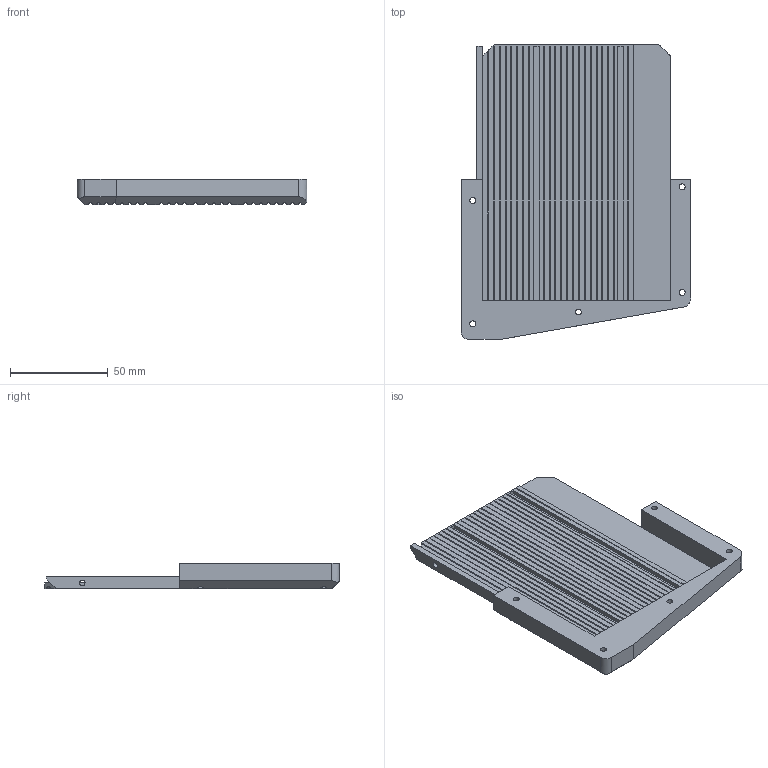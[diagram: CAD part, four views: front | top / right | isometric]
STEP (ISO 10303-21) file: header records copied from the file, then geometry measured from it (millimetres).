
FILE_DESCRIPTION(/* description */ (''),/* implementation_level */ '2;1');
FILE_NAME(/* name */ 'magleftside v2.step',/* time_stamp */ '2022-11-20T17:22:19-05:00',/* author */ (''),/* organization */ (''),/* preprocessor_version */ 'ST-DEVELOPER v19.2',/* originating_system */ 'Autodesk Translation Framework v11.17.0.187',/* authorisation */ '');
FILE_SCHEMA (('AUTOMOTIVE_DESIGN { 1 0 10303 214 3 1 1 }'));
Length unit declared in the file: millimetre
Products named in the file (1): magleftside
Bounding box: 117.5 x 150.7 x 13 mm (x, y, z)
Volume: 63033.3 mm3; surface area: 45349.9 mm2
Topology: 1 solids, 1 shells, 224 faces, 591 edges, 391 vertices
Faces by surface type: plane 181, cylinder 43
Full cylindrical faces by diameter (mm): 2.9 x1, 3 x5, 6 x5
Entity records: 7194 total; most frequent: CARTESIAN_POINT 1507, ORIENTED_EDGE 1182, DIRECTION 1122, EDGE_CURVE 591, LINE 482, VECTOR 482, VERTEX_POINT 391, AXIS2_PLACEMENT_3D 320
